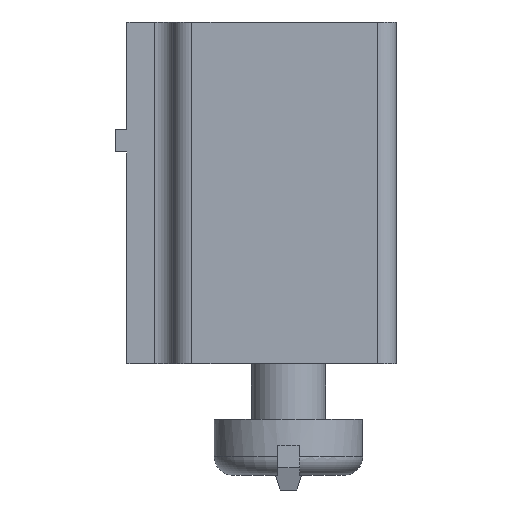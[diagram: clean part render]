
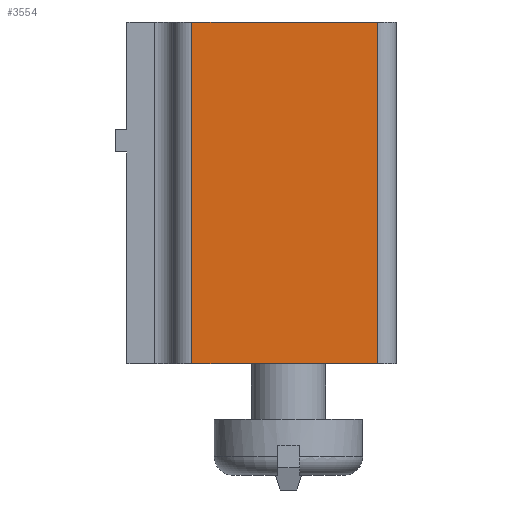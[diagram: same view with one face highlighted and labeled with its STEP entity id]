
A CAD part, left-side view. The second image highlights one B-rep face of the part: STEP entity #3554.
In plain terms, the highlighted planar face has unit normal (-1, 0, 0).
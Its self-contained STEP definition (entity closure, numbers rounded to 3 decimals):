
#44 = PLANE('',#45);
#45 = AXIS2_PLACEMENT_3D('',#46,#47,#48);
#46 = CARTESIAN_POINT('',(-7.1,-2.9,0.));
#47 = DIRECTION('',(0.,0.,-1.));
#48 = DIRECTION('',(-1.,0.,0.));
#72 = CYLINDRICAL_SURFACE('',#73,0.5);
#73 = AXIS2_PLACEMENT_3D('',#74,#75,#76);
#74 = CARTESIAN_POINT('',(-6.6,-2.4,0.));
#75 = DIRECTION('',(0.,0.,1.));
#76 = DIRECTION('',(0.,-1.,0.));
#100 = PLANE('',#101);
#101 = AXIS2_PLACEMENT_3D('',#102,#103,#104);
#102 = CARTESIAN_POINT('',(-7.1,-2.9,9.2));
#103 = DIRECTION('',(0.,0.,-1.));
#104 = DIRECTION('',(-1.,0.,0.));
#143 = VERTEX_POINT('',#144);
#144 = CARTESIAN_POINT('',(-7.1,-2.4,0.));
#166 = EDGE_CURVE('',#167,#143,#169,.T.);
#167 = VERTEX_POINT('',#168);
#168 = CARTESIAN_POINT('',(-7.1,2.6,0.));
#169 = SURFACE_CURVE('',#170,(#174,#181),.PCURVE_S1.);
#170 = LINE('',#171,#172);
#171 = CARTESIAN_POINT('',(-7.1,3.1,0.));
#172 = VECTOR('',#173,1.);
#173 = DIRECTION('',(0.,-1.,0.));
#174 = PCURVE('',#44,#175);
#175 = DEFINITIONAL_REPRESENTATION('',(#176),#180);
#176 = LINE('',#177,#178);
#177 = CARTESIAN_POINT('',(0.,6.));
#178 = VECTOR('',#179,1.);
#179 = DIRECTION('',(0.,-1.));
#180 = ( GEOMETRIC_REPRESENTATION_CONTEXT(2)
PARAMETRIC_REPRESENTATION_CONTEXT() REPRESENTATION_CONTEXT('2D SPACE',''
) );
#181 = PCURVE('',#182,#187);
#182 = PLANE('',#183);
#183 = AXIS2_PLACEMENT_3D('',#184,#185,#186);
#184 = CARTESIAN_POINT('',(-7.1,3.1,0.));
#185 = DIRECTION('',(1.,0.,0.));
#186 = DIRECTION('',(0.,-1.,0.));
#187 = DEFINITIONAL_REPRESENTATION('',(#188),#192);
#188 = LINE('',#189,#190);
#189 = CARTESIAN_POINT('',(0.,0.));
#190 = VECTOR('',#191,1.);
#191 = DIRECTION('',(1.,0.));
#192 = ( GEOMETRIC_REPRESENTATION_CONTEXT(2)
PARAMETRIC_REPRESENTATION_CONTEXT() REPRESENTATION_CONTEXT('2D SPACE',''
) );
#215 = CYLINDRICAL_SURFACE('',#216,0.5);
#216 = AXIS2_PLACEMENT_3D('',#217,#218,#219);
#217 = CARTESIAN_POINT('',(-6.6,2.6,0.));
#218 = DIRECTION('',(0.,0.,1.));
#219 = DIRECTION('',(0.,1.,0.));
#1108 = EDGE_CURVE('',#143,#1109,#1111,.T.);
#1109 = VERTEX_POINT('',#1110);
#1110 = CARTESIAN_POINT('',(-7.1,-2.4,9.2));
#1111 = SURFACE_CURVE('',#1112,(#1116,#1123),.PCURVE_S1.);
#1112 = LINE('',#1113,#1114);
#1113 = CARTESIAN_POINT('',(-7.1,-2.4,0.));
#1114 = VECTOR('',#1115,1.);
#1115 = DIRECTION('',(0.,0.,1.));
#1116 = PCURVE('',#72,#1117);
#1117 = DEFINITIONAL_REPRESENTATION('',(#1118),#1122);
#1118 = LINE('',#1119,#1120);
#1119 = CARTESIAN_POINT('',(-1.571,0.));
#1120 = VECTOR('',#1121,1.);
#1121 = DIRECTION('',(0.,1.));
#1122 = ( GEOMETRIC_REPRESENTATION_CONTEXT(2)
PARAMETRIC_REPRESENTATION_CONTEXT() REPRESENTATION_CONTEXT('2D SPACE',''
) );
#1123 = PCURVE('',#182,#1124);
#1124 = DEFINITIONAL_REPRESENTATION('',(#1125),#1129);
#1125 = LINE('',#1126,#1127);
#1126 = CARTESIAN_POINT('',(5.5,0.));
#1127 = VECTOR('',#1128,1.);
#1128 = DIRECTION('',(0.,-1.));
#1129 = ( GEOMETRIC_REPRESENTATION_CONTEXT(2)
PARAMETRIC_REPRESENTATION_CONTEXT() REPRESENTATION_CONTEXT('2D SPACE',''
) );
#1213 = EDGE_CURVE('',#1214,#1109,#1216,.T.);
#1214 = VERTEX_POINT('',#1215);
#1215 = CARTESIAN_POINT('',(-7.1,2.6,9.2));
#1216 = SURFACE_CURVE('',#1217,(#1221,#1228),.PCURVE_S1.);
#1217 = LINE('',#1218,#1219);
#1218 = CARTESIAN_POINT('',(-7.1,3.1,9.2));
#1219 = VECTOR('',#1220,1.);
#1220 = DIRECTION('',(0.,-1.,0.));
#1221 = PCURVE('',#100,#1222);
#1222 = DEFINITIONAL_REPRESENTATION('',(#1223),#1227);
#1223 = LINE('',#1224,#1225);
#1224 = CARTESIAN_POINT('',(0.,6.));
#1225 = VECTOR('',#1226,1.);
#1226 = DIRECTION('',(0.,-1.));
#1227 = ( GEOMETRIC_REPRESENTATION_CONTEXT(2)
PARAMETRIC_REPRESENTATION_CONTEXT() REPRESENTATION_CONTEXT('2D SPACE',''
) );
#1228 = PCURVE('',#182,#1229);
#1229 = DEFINITIONAL_REPRESENTATION('',(#1230),#1234);
#1230 = LINE('',#1231,#1232);
#1231 = CARTESIAN_POINT('',(0.,-9.2));
#1232 = VECTOR('',#1233,1.);
#1233 = DIRECTION('',(1.,0.));
#1234 = ( GEOMETRIC_REPRESENTATION_CONTEXT(2)
PARAMETRIC_REPRESENTATION_CONTEXT() REPRESENTATION_CONTEXT('2D SPACE',''
) );
#3554 = ADVANCED_FACE('',(#3555),#182,.F.);
#3555 = FACE_BOUND('',#3556,.F.);
#3556 = EDGE_LOOP('',(#3557,#3558,#3579,#3580));
#3557 = ORIENTED_EDGE('',*,*,#166,.F.);
#3558 = ORIENTED_EDGE('',*,*,#3559,.T.);
#3559 = EDGE_CURVE('',#167,#1214,#3560,.T.);
#3560 = SURFACE_CURVE('',#3561,(#3565,#3572),.PCURVE_S1.);
#3561 = LINE('',#3562,#3563);
#3562 = CARTESIAN_POINT('',(-7.1,2.6,0.));
#3563 = VECTOR('',#3564,1.);
#3564 = DIRECTION('',(0.,0.,1.));
#3565 = PCURVE('',#182,#3566);
#3566 = DEFINITIONAL_REPRESENTATION('',(#3567),#3571);
#3567 = LINE('',#3568,#3569);
#3568 = CARTESIAN_POINT('',(0.5,0.));
#3569 = VECTOR('',#3570,1.);
#3570 = DIRECTION('',(0.,-1.));
#3571 = ( GEOMETRIC_REPRESENTATION_CONTEXT(2)
PARAMETRIC_REPRESENTATION_CONTEXT() REPRESENTATION_CONTEXT('2D SPACE',''
) );
#3572 = PCURVE('',#215,#3573);
#3573 = DEFINITIONAL_REPRESENTATION('',(#3574),#3578);
#3574 = LINE('',#3575,#3576);
#3575 = CARTESIAN_POINT('',(1.571,0.));
#3576 = VECTOR('',#3577,1.);
#3577 = DIRECTION('',(0.,1.));
#3578 = ( GEOMETRIC_REPRESENTATION_CONTEXT(2)
PARAMETRIC_REPRESENTATION_CONTEXT() REPRESENTATION_CONTEXT('2D SPACE',''
) );
#3579 = ORIENTED_EDGE('',*,*,#1213,.T.);
#3580 = ORIENTED_EDGE('',*,*,#1108,.F.);
